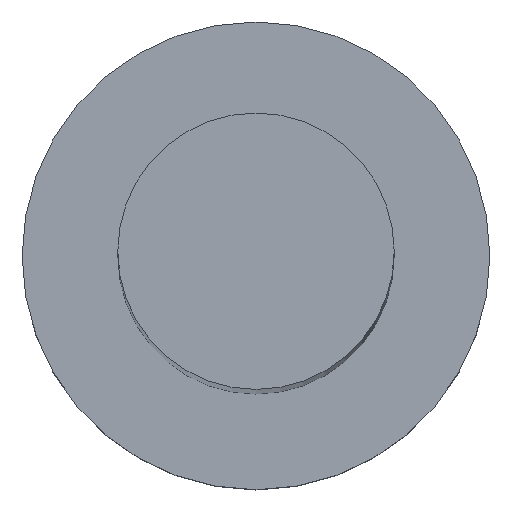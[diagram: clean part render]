
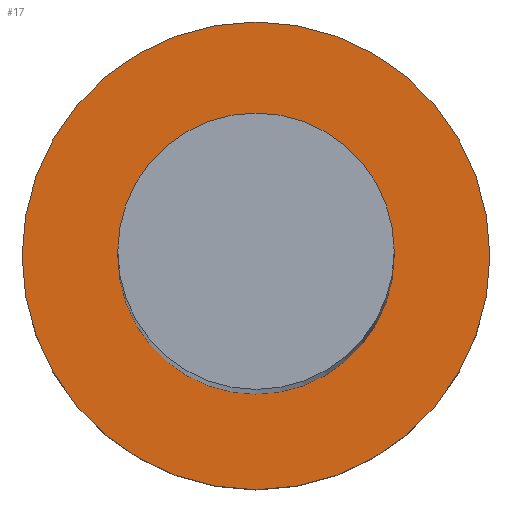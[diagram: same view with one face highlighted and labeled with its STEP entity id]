
A CAD part, top view. The second image highlights one B-rep face of the part: STEP entity #17.
In plain terms, the highlighted planar face has unit normal (0, 0, 1).
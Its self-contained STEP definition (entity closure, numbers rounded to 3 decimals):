
#6 = DIRECTION ( 'NONE',  ( 0., 0., 1. ) ) ;
#8 = DIRECTION ( 'NONE',  ( 0., 0., 1. ) ) ;
#10 = AXIS2_PLACEMENT_3D ( 'NONE', #52, #132, #86 ) ;
#17 = ADVANCED_FACE ( 'NONE', ( #105, #169 ), #103, .T. ) ;
#21 = VERTEX_POINT ( 'NONE', #127 ) ;
#32 = VERTEX_POINT ( 'NONE', #88 ) ;
#42 = VERTEX_POINT ( 'NONE', #203 ) ;
#49 = DIRECTION ( 'NONE',  ( 1., 0., 0. ) ) ;
#52 = CARTESIAN_POINT ( 'NONE',  ( 0., 0., 7. ) ) ;
#53 = AXIS2_PLACEMENT_3D ( 'NONE', #190, #8, #49 ) ;
#61 = EDGE_CURVE ( 'NONE', #180, #21, #178, .T. ) ;
#64 = CARTESIAN_POINT ( 'NONE',  ( 0., 0., 7. ) ) ;
#86 = DIRECTION ( 'NONE',  ( 1., 0., 0. ) ) ;
#88 = CARTESIAN_POINT ( 'NONE',  ( -6.5, 0., 7. ) ) ;
#98 = ORIENTED_EDGE ( 'NONE', *, *, #110, .F. ) ;
#103 = PLANE ( 'NONE',  #53 ) ;
#105 = FACE_BOUND ( 'NONE', #214, .T. ) ;
#107 = EDGE_CURVE ( 'NONE', #21, #180, #220, .T. ) ;
#110 = EDGE_CURVE ( 'NONE', #42, #32, #125, .T. ) ;
#114 = AXIS2_PLACEMENT_3D ( 'NONE', #255, #213, #137 ) ;
#118 = AXIS2_PLACEMENT_3D ( 'NONE', #150, #6, #230 ) ;
#125 = CIRCLE ( 'NONE', #10, 6.5 ) ;
#127 = CARTESIAN_POINT ( 'NONE',  ( -11., 0., 7. ) ) ;
#131 = CIRCLE ( 'NONE', #114, 6.5 ) ;
#132 = DIRECTION ( 'NONE',  ( 0., 0., 1. ) ) ;
#137 = DIRECTION ( 'NONE',  ( 1., 0., 0. ) ) ;
#145 = EDGE_LOOP ( 'NONE', ( #147, #218 ) ) ;
#147 = ORIENTED_EDGE ( 'NONE', *, *, #107, .T. ) ;
#150 = CARTESIAN_POINT ( 'NONE',  ( 0., 0., 7. ) ) ;
#167 = DIRECTION ( 'NONE',  ( 0., 0., 1. ) ) ;
#169 = FACE_OUTER_BOUND ( 'NONE', #145, .T. ) ;
#176 = AXIS2_PLACEMENT_3D ( 'NONE', #64, #167, #249 ) ;
#178 = CIRCLE ( 'NONE', #176, 11. ) ;
#180 = VERTEX_POINT ( 'NONE', #235 ) ;
#190 = CARTESIAN_POINT ( 'NONE',  ( 0., 0., 7. ) ) ;
#192 = EDGE_CURVE ( 'NONE', #32, #42, #131, .T. ) ;
#203 = CARTESIAN_POINT ( 'NONE',  ( 6.5, 0., 7. ) ) ;
#205 = ORIENTED_EDGE ( 'NONE', *, *, #192, .F. ) ;
#213 = DIRECTION ( 'NONE',  ( 0., 0., 1. ) ) ;
#214 = EDGE_LOOP ( 'NONE', ( #205, #98 ) ) ;
#218 = ORIENTED_EDGE ( 'NONE', *, *, #61, .T. ) ;
#220 = CIRCLE ( 'NONE', #118, 11. ) ;
#230 = DIRECTION ( 'NONE',  ( 1., 0., 0. ) ) ;
#235 = CARTESIAN_POINT ( 'NONE',  ( 11., 0., 7. ) ) ;
#249 = DIRECTION ( 'NONE',  ( 1., 0., 0. ) ) ;
#255 = CARTESIAN_POINT ( 'NONE',  ( 0., 0., 7. ) ) ;
